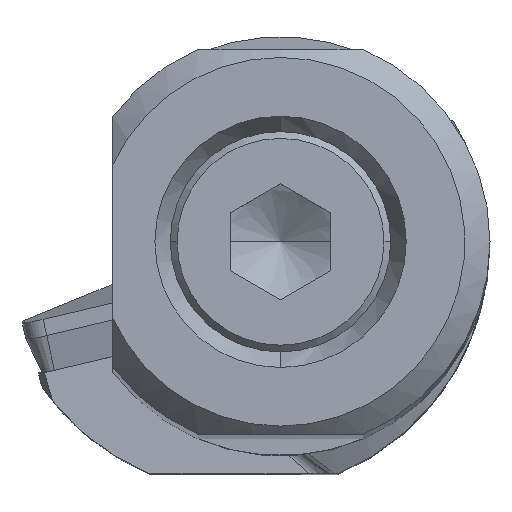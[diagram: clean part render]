
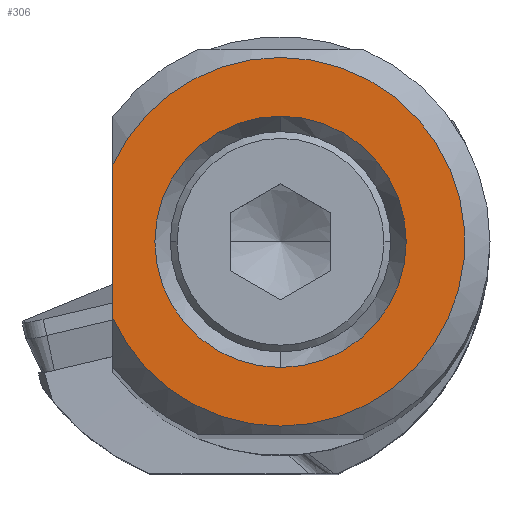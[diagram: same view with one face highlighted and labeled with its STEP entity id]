
A CAD part, top view. The second image highlights one B-rep face of the part: STEP entity #306.
In plain terms, the highlighted planar face has unit normal (0, 0, 1).
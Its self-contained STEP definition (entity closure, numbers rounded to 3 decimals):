
#125=FACE_BOUND('',#681,.T.);
#126=FACE_BOUND('',#682,.T.);
#306=ADVANCED_FACE('',(#125,#126),#450,.T.);
#450=PLANE('',#3134);
#681=EDGE_LOOP('',(#1228,#1229,#1230,#1231,#1232));
#682=EDGE_LOOP('',(#1233,#1234));
#855=CIRCLE('',#3125,11.);
#856=CIRCLE('',#3126,11.);
#857=CIRCLE('',#3127,11.);
#858=CIRCLE('',#3128,11.);
#859=CIRCLE('',#3132,7.5);
#860=CIRCLE('',#3133,7.5);
#1228=ORIENTED_EDGE('',*,*,#2240,.F.);
#1229=ORIENTED_EDGE('',*,*,#2239,.F.);
#1230=ORIENTED_EDGE('',*,*,#2238,.F.);
#1231=ORIENTED_EDGE('',*,*,#2237,.F.);
#1232=ORIENTED_EDGE('',*,*,#2219,.T.);
#1233=ORIENTED_EDGE('',*,*,#2244,.F.);
#1234=ORIENTED_EDGE('',*,*,#2245,.F.);
#1910=VERTEX_POINT('',#4848);
#1911=VERTEX_POINT('',#4850);
#1925=VERTEX_POINT('',#4897);
#1926=VERTEX_POINT('',#4899);
#1927=VERTEX_POINT('',#4901);
#1929=VERTEX_POINT('',#4917);
#1930=VERTEX_POINT('',#4918);
#2219=EDGE_CURVE('',#1911,#1910,#2567,.T.);
#2237=EDGE_CURVE('',#1911,#1925,#855,.T.);
#2238=EDGE_CURVE('',#1925,#1926,#856,.T.);
#2239=EDGE_CURVE('',#1926,#1927,#857,.T.);
#2240=EDGE_CURVE('',#1927,#1910,#858,.T.);
#2244=EDGE_CURVE('',#1929,#1930,#859,.T.);
#2245=EDGE_CURVE('',#1930,#1929,#860,.T.);
#2567=LINE('',#4849,#2757);
#2757=VECTOR('',#3597,1.);
#3125=AXIS2_PLACEMENT_3D('',#4896,#3625,#3626);
#3126=AXIS2_PLACEMENT_3D('',#4898,#3627,#3628);
#3127=AXIS2_PLACEMENT_3D('',#4900,#3629,#3630);
#3128=AXIS2_PLACEMENT_3D('',#4902,#3631,#3632);
#3132=AXIS2_PLACEMENT_3D('',#4916,#3640,#3641);
#3133=AXIS2_PLACEMENT_3D('',#4919,#3642,#3643);
#3134=AXIS2_PLACEMENT_3D('',#4920,#3644,#3645);
#3597=DIRECTION('',(0.,-1.,0.));
#3625=DIRECTION('',(0.,0.,-1.));
#3626=DIRECTION('',(-0.909,0.417,0.));
#3627=DIRECTION('',(0.,0.,-1.));
#3628=DIRECTION('',(0.,1.,0.));
#3629=DIRECTION('',(0.,0.,-1.));
#3630=DIRECTION('',(0.909,-0.417,0.));
#3631=DIRECTION('',(0.,0.,-1.));
#3632=DIRECTION('',(0.,-1.,0.));
#3640=DIRECTION('',(0.,0.,1.));
#3641=DIRECTION('',(0.,-1.,0.));
#3642=DIRECTION('',(0.,0.,1.));
#3643=DIRECTION('',(0.,1.,0.));
#3644=DIRECTION('',(0.,0.,1.));
#3645=DIRECTION('',(1.,0.,0.));
#4848=CARTESIAN_POINT('',(-10.,-4.583,0.));
#4849=CARTESIAN_POINT('',(-10.,4.583,0.));
#4850=CARTESIAN_POINT('',(-10.,4.583,0.));
#4896=CARTESIAN_POINT('',(0.,0.,0.));
#4897=CARTESIAN_POINT('',(0.,11.,0.));
#4898=CARTESIAN_POINT('',(0.,0.,0.));
#4899=CARTESIAN_POINT('',(10.,-4.583,0.));
#4900=CARTESIAN_POINT('',(0.,0.,0.));
#4901=CARTESIAN_POINT('',(0.,-11.,0.));
#4902=CARTESIAN_POINT('',(0.,0.,0.));
#4916=CARTESIAN_POINT('',(0.,0.,0.));
#4917=CARTESIAN_POINT('',(0.,-7.5,0.));
#4918=CARTESIAN_POINT('',(0.,7.5,0.));
#4919=CARTESIAN_POINT('',(0.,0.,0.));
#4920=CARTESIAN_POINT('',(0.5,0.,0.));
